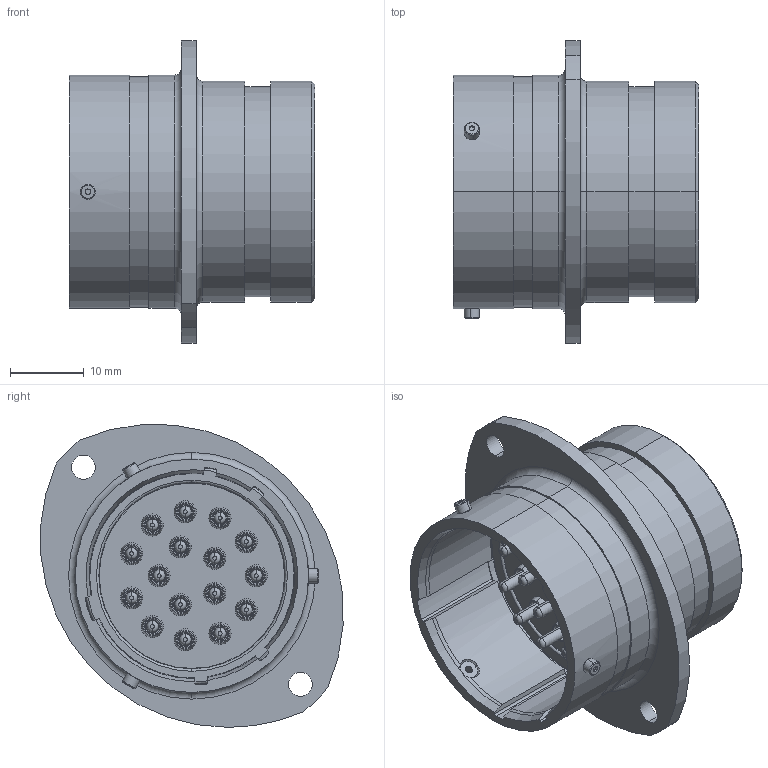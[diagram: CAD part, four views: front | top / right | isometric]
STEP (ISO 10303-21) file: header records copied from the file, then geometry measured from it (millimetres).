
FILE_DESCRIPTION (( 'STEP AP214' ), '1' );
FILE_NAME ('AS020-16PA.STEP', '2022-02-01T13:53:11', ( '' ), ( '' ), 'SwSTEP 2.0', 'SolidWorks 2020', '' );
FILE_SCHEMA (( 'AUTOMOTIVE_DESIGN' ));
Length unit declared in the file: millimetre
Products named in the file (1): AS020-16PA
Bounding box: 33.31 x 40.96 x 41.04 mm (x, y, z)
Volume: 15469.6 mm3; surface area: 16054.2 mm2
Topology: 26 solids, 26 shells, 1019 faces, 2170 edges, 1278 vertices
Faces by surface type: cylinder 362, torus 344, plane 151, cone 148, sphere 14
Entity records: 39662 total; most frequent: DIRECTION 5749, CARTESIAN_POINT 4801, ORIENTED_EDGE 4328, AXIS2_PLACEMENT_3D 2605, EDGE_CURVE 2164, CIRCLE 1585, VERTEX_POINT 1278, EDGE_LOOP 1212
